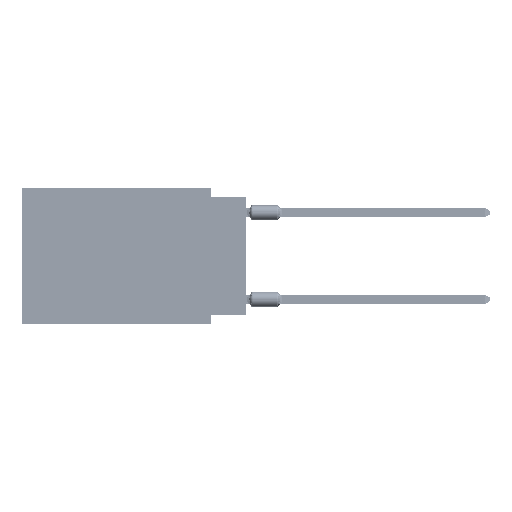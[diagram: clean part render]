
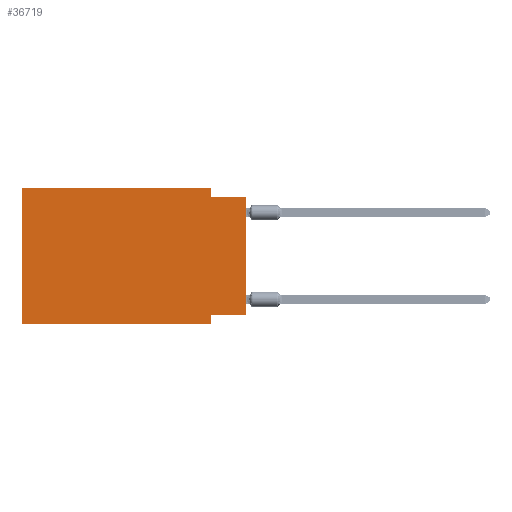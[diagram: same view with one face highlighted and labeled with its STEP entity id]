
A CAD part, left-side view. The second image highlights one B-rep face of the part: STEP entity #36719.
In plain terms, the highlighted planar face has unit normal (-1, 0, 0).
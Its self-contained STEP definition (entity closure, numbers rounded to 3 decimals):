
#3718 = LINE ( 'NONE', #52002, #58315 ) ;
#4118 = ORIENTED_EDGE ( 'NONE', *, *, #47767, .F. ) ;
#6632 = CARTESIAN_POINT ( 'NONE',  ( 0., 16.383, 0. ) ) ;
#7278 = VERTEX_POINT ( 'NONE', #75822 ) ;
#8052 = VERTEX_POINT ( 'NONE', #54631 ) ;
#10285 = VECTOR ( 'NONE', #37802, 1000. ) ;
#11575 = DIRECTION ( 'NONE',  ( 0., -1., 0. ) ) ;
#12842 = VECTOR ( 'NONE', #65155, 1000. ) ;
#13845 = EDGE_CURVE ( 'NONE', #38279, #7278, #88335, .T. ) ;
#14283 = CARTESIAN_POINT ( 'NONE',  ( 0., 0., -0.635 ) ) ;
#14546 = ORIENTED_EDGE ( 'NONE', *, *, #61475, .F. ) ;
#15000 = VERTEX_POINT ( 'NONE', #38693 ) ;
#16191 = DIRECTION ( 'NONE',  ( 1., 0., 0. ) ) ;
#16522 = EDGE_CURVE ( 'NONE', #15000, #24185, #65053, .T. ) ;
#17205 = DIRECTION ( 'NONE',  ( 0., 0., -1. ) ) ;
#18998 = ORIENTED_EDGE ( 'NONE', *, *, #33115, .F. ) ;
#23481 = DIRECTION ( 'NONE',  ( 0., 0., -1. ) ) ;
#24185 = VERTEX_POINT ( 'NONE', #14283 ) ;
#25270 = CARTESIAN_POINT ( 'NONE',  ( 0., 16.383, 0. ) ) ;
#25918 = CARTESIAN_POINT ( 'NONE',  ( 0., 2.54, -0.635 ) ) ;
#29624 = CARTESIAN_POINT ( 'NONE',  ( 0., 16.383, -9.906 ) ) ;
#29994 = EDGE_LOOP ( 'NONE', ( #31948, #35415, #32803, #4118, #14546, #67980, #30934, #18998 ) ) ;
#30374 = CARTESIAN_POINT ( 'NONE',  ( 0., 2.54, -9.271 ) ) ;
#30934 = ORIENTED_EDGE ( 'NONE', *, *, #13845, .F. ) ;
#31948 = ORIENTED_EDGE ( 'NONE', *, *, #16522, .T. ) ;
#32803 = ORIENTED_EDGE ( 'NONE', *, *, #84905, .F. ) ;
#33115 = EDGE_CURVE ( 'NONE', #15000, #38279, #3718, .T. ) ;
#35415 = ORIENTED_EDGE ( 'NONE', *, *, #55842, .F. ) ;
#36719 = ADVANCED_FACE ( 'NONE', ( #56751 ), #58089, .F. ) ;
#37676 = LINE ( 'NONE', #65470, #71940 ) ;
#37802 = DIRECTION ( 'NONE',  ( 0., -1., 0. ) ) ;
#38279 = VERTEX_POINT ( 'NONE', #30374 ) ;
#38693 = CARTESIAN_POINT ( 'NONE',  ( 0., 0., -9.271 ) ) ;
#39064 = DIRECTION ( 'NONE',  ( 0., 0., 1. ) ) ;
#39595 = DIRECTION ( 'NONE',  ( 0., 0., -1. ) ) ;
#44092 = LINE ( 'NONE', #78720, #48797 ) ;
#44391 = LINE ( 'NONE', #25270, #86844 ) ;
#47767 = EDGE_CURVE ( 'NONE', #50840, #67487, #44391, .T. ) ;
#47773 = CARTESIAN_POINT ( 'NONE',  ( 0., 2.54, -9.906 ) ) ;
#48797 = VECTOR ( 'NONE', #17205, 1000. ) ;
#50260 = AXIS2_PLACEMENT_3D ( 'NONE', #78587, #16191, #23481 ) ;
#50518 = CARTESIAN_POINT ( 'NONE',  ( 0., 2.54, 0. ) ) ;
#50840 = VERTEX_POINT ( 'NONE', #6632 ) ;
#51480 = LINE ( 'NONE', #79712, #12842 ) ;
#52002 = CARTESIAN_POINT ( 'NONE',  ( 0., 0., -9.271 ) ) ;
#54631 = CARTESIAN_POINT ( 'NONE',  ( 0., 16.383, -9.906 ) ) ;
#55842 = EDGE_CURVE ( 'NONE', #58947, #24185, #37676, .T. ) ;
#56751 = FACE_OUTER_BOUND ( 'NONE', #29994, .T. ) ;
#57848 = LINE ( 'NONE', #29624, #10285 ) ;
#58089 = PLANE ( 'NONE',  #50260 ) ;
#58315 = VECTOR ( 'NONE', #66561, 1000. ) ;
#58947 = VERTEX_POINT ( 'NONE', #25918 ) ;
#61475 = EDGE_CURVE ( 'NONE', #8052, #50840, #51480, .T. ) ;
#65053 = LINE ( 'NONE', #86011, #81154 ) ;
#65155 = DIRECTION ( 'NONE',  ( 0., 0., 1. ) ) ;
#65470 = CARTESIAN_POINT ( 'NONE',  ( 0., 0., -0.635 ) ) ;
#66561 = DIRECTION ( 'NONE',  ( 0., 1., 0. ) ) ;
#66643 = EDGE_CURVE ( 'NONE', #8052, #7278, #57848, .T. ) ;
#67487 = VERTEX_POINT ( 'NONE', #50518 ) ;
#67980 = ORIENTED_EDGE ( 'NONE', *, *, #66643, .T. ) ;
#69174 = VECTOR ( 'NONE', #39595, 1000. ) ;
#71940 = VECTOR ( 'NONE', #88217, 1000. ) ;
#75822 = CARTESIAN_POINT ( 'NONE',  ( 0., 2.54, -9.906 ) ) ;
#78587 = CARTESIAN_POINT ( 'NONE',  ( 0., 16.383, 0. ) ) ;
#78720 = CARTESIAN_POINT ( 'NONE',  ( 0., 2.54, 0. ) ) ;
#79712 = CARTESIAN_POINT ( 'NONE',  ( 0., 16.383, 0. ) ) ;
#81154 = VECTOR ( 'NONE', #39064, 1000. ) ;
#84905 = EDGE_CURVE ( 'NONE', #67487, #58947, #44092, .T. ) ;
#86011 = CARTESIAN_POINT ( 'NONE',  ( 0., 0., 0. ) ) ;
#86844 = VECTOR ( 'NONE', #11575, 1000. ) ;
#88217 = DIRECTION ( 'NONE',  ( 0., -1., 0. ) ) ;
#88335 = LINE ( 'NONE', #47773, #69174 ) ;
